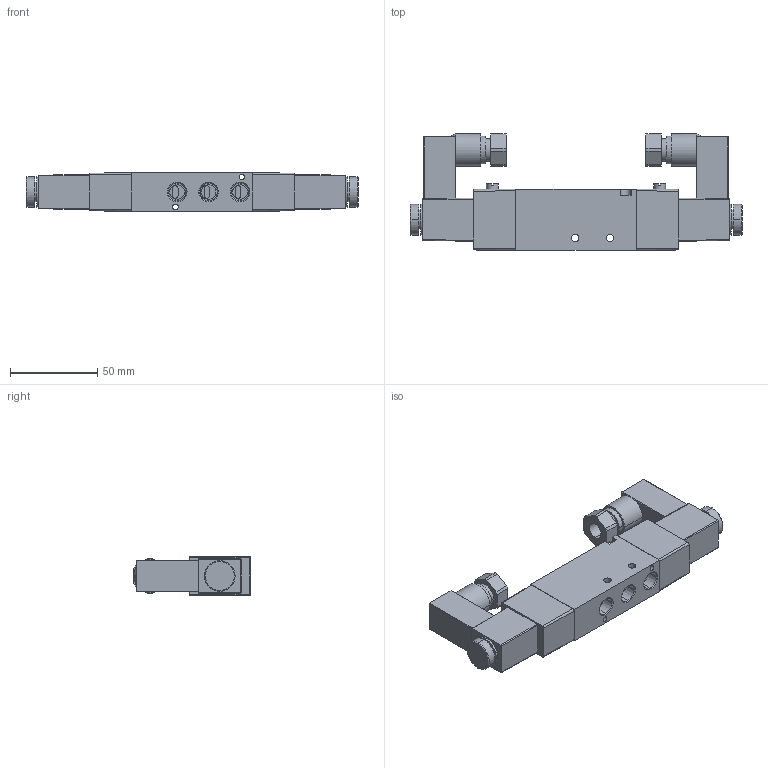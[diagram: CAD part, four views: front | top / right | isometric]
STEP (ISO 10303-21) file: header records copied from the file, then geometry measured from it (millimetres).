
FILE_DESCRIPTION (( 'STEP AP203' ), '1' );
FILE_NAME ('AVS-523C1-24D.step', '2015-11-09T22:43:52', ( '' ), ( '' ), 'SwSTEP 2.0', 'SolidWorks 2015', '' );
FILE_SCHEMA (( 'CONFIG_CONTROL_DESIGN' ));
Length unit declared in the file: millimetre
Products named in the file (1): AVS-523C1-24D
Bounding box: 189.82 x 66.7 x 22 mm (x, y, z)
Volume: 150475.9 mm3; surface area: 37512.3 mm2
Topology: 5 solids, 5 shells, 246 faces, 587 edges, 384 vertices
Faces by surface type: plane 129, cylinder 91, cone 20, torus 4, bspline 2
Entity records: 7302 total; most frequent: CARTESIAN_POINT 1466, DIRECTION 1215, ORIENTED_EDGE 1174, EDGE_CURVE 587, AXIS2_PLACEMENT_3D 437, VERTEX_POINT 384, LINE 341, VECTOR 341
